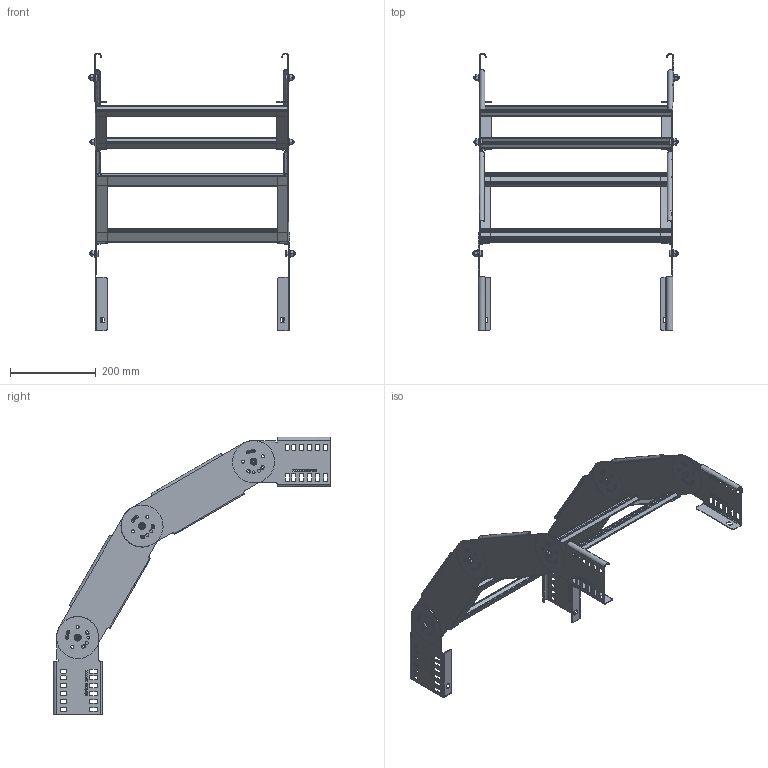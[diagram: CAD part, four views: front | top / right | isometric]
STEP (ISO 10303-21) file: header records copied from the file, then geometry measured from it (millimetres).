
FILE_DESCRIPTION(/* description */ (''),/* implementation_level */ '2;1');
FILE_NAME(/* name */ '6218956',/* time_stamp */ '2014-08-29T10:43:50+02:00',/* author */ (''),/* organization */ (''),/* preprocessor_version */ 'ST-DEVELOPER v15',/* originating_system */ '',/* authorisation */ '');
FILE_SCHEMA (('AUTOMOTIVE_DESIGN'));
Length unit declared in the file: millimetre
Products named in the file (2): Document; Block 01
Assembly tree (1 placements, depth 2):
  Document
    Block 01
Bounding box: 480.5 x 646.82 x 646.82 mm (x, y, z)
Volume: 618239.7 mm3; surface area: 838294.5 mm2
Topology: 30 solids, 30 shells, 2048 faces, 5372 edges, 3446 vertices
Faces by surface type: plane 1050, bspline 998
Entity records: 79796 total; most frequent: CARTESIAN_POINT 45778, ORIENTED_EDGE 10744, EDGE_CURVE 5372, B_SPLINE_CURVE_WITH_KNOTS 4026, VERTEX_POINT 3446, EDGE_LOOP 2430, ADVANCED_FACE 2048, FACE_OUTER_BOUND 2048
